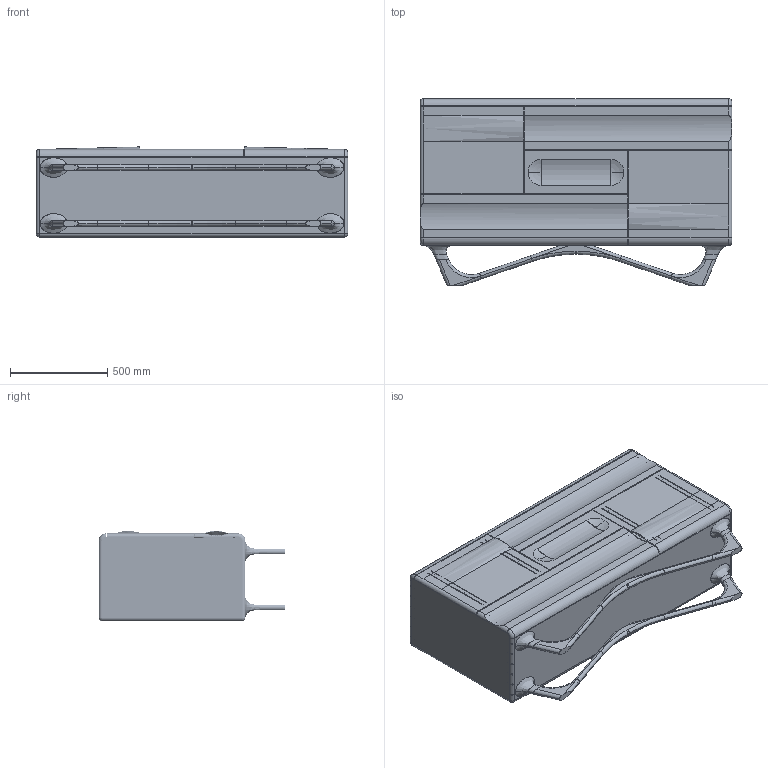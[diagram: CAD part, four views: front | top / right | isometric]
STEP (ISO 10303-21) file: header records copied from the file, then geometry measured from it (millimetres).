
FILE_DESCRIPTION (( 'STEP AP203' ), '1' );
FILE_NAME ('0. Alto visoka komoda 160 - sklop.STEP', '2023-11-23T10:36:09', ( '' ), ( '' ), 'SwSTEP 2.0', 'SolidWorks 2023', '' );
FILE_SCHEMA (( 'CONFIG_CONTROL_DESIGN' ));
Products named in the file (1): 0. Alto visoka komoda 160 - sklop
Bounding box: 1600 x 959 x 462.8 mm (x, y, z)
Volume: 139203548.3 mm3; surface area: 22319678 mm2
Topology: 217 solids, 217 shells, 3824 faces, 8622 edges, 5480 vertices
Faces by surface type: cylinder 1595, plane 1563, cone 496, torus 120, bspline 46, sphere 4
Entity records: 114847 total; most frequent: CARTESIAN_POINT 26113, DIRECTION 19774, ORIENTED_EDGE 17100, EDGE_CURVE 8550, AXIS2_PLACEMENT_3D 7641, VERTEX_POINT 5480, EDGE_LOOP 4540, VECTOR 4492
